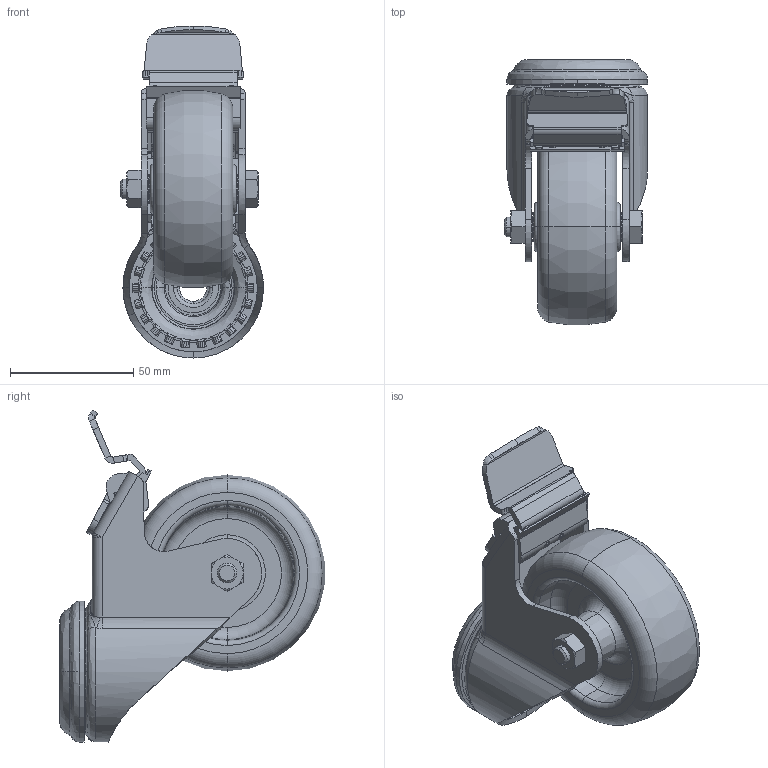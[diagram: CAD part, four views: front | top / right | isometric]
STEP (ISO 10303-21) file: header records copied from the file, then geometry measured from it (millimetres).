
FILE_DESCRIPTION (( 'STEP AP214' ), '1' );
FILE_NAME ('LKRA-TPA_80G-FI-ELS_613562-214.step', '2012-10-13T12:36:03', ( 'Matthias Senn' ), ( 'Blickle Räder+Rollen' ), 'SwSTEP 2.0', 'SolidWorks 2010', '' );
FILE_SCHEMA (( 'AUTOMOTIVE_DESIGN' ));
Length unit declared in the file: millimetre
Products named in the file (4): TPA-G_G15_TPA_80_12G-ELS; GH-LKRA080-FIS_G15; AM_LKRA_12x36_G_G15; LKRA-TPA_80G-FI-ELS_613562-214
Assembly tree (3 placements, depth 2):
  LKRA-TPA_80G-FI-ELS_613562-214
    GH-LKRA080-FIS_G15
    AM_LKRA_12x36_G_G15
    TPA-G_G15_TPA_80_12G-ELS
Bounding box: 58 x 107.54 x 134.57 mm (x, y, z)
Volume: 179438.2 mm3; surface area: 61951.9 mm2
Topology: 3 solids, 4 shells, 1664 faces, 4409 edges, 2808 vertices
Faces by surface type: plane 730, bspline 455, cylinder 352, cone 93, torus 34
Entity records: 90066 total; most frequent: CARTESIAN_POINT 33956, ORIENTED_EDGE 8790, DIRECTION 6427, EDGE_CURVE 4395, VERTEX_POINT 2804, LINE 2369, VECTOR 2369, AXIS2_PLACEMENT_3D 2029
